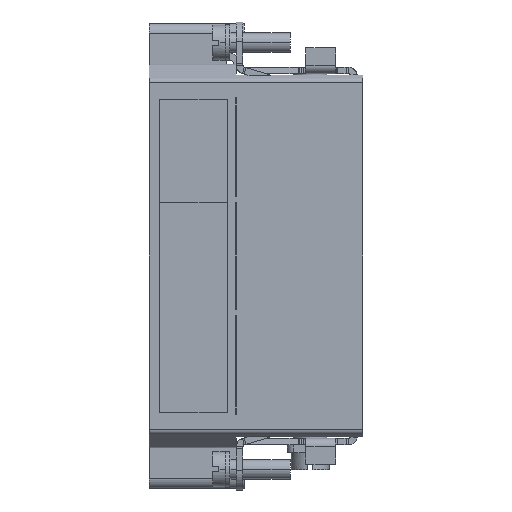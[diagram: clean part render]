
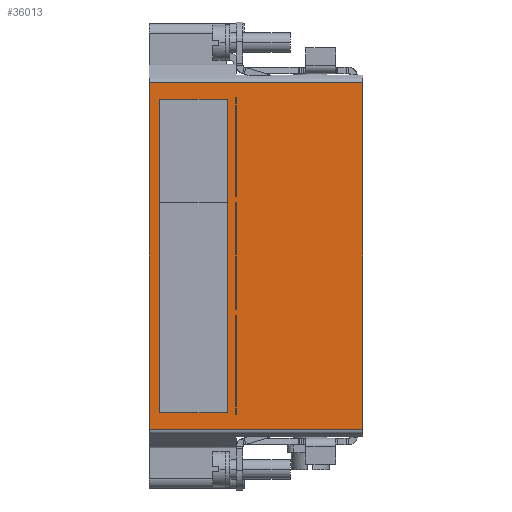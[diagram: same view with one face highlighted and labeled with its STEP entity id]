
A CAD part, front view. The second image highlights one B-rep face of the part: STEP entity #36013.
In plain terms, the highlighted planar face has unit normal (0, -1, 0).
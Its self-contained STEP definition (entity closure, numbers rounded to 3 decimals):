
#2995=DIRECTION('',(0.,0.,1.));
#2996=VECTOR('',#2995,53.665);
#2997=CARTESIAN_POINT('',(15.007,-11.3,-26.832));
#2998=LINE('',#2997,#2996);
#6409=DIRECTION('',(-1.,0.,0.));
#6410=VECTOR('',#6409,10.5);
#6411=CARTESIAN_POINT('',(-5.95,-11.3,-24.25));
#6412=LINE('',#6411,#6410);
#6413=DIRECTION('',(-1.,0.,0.));
#6414=VECTOR('',#6413,10.5);
#6415=CARTESIAN_POINT('',(-5.95,-11.3,24.25));
#6416=LINE('',#6415,#6414);
#6417=DIRECTION('',(-1.,0.,0.));
#6418=VECTOR('',#6417,0.1);
#6419=CARTESIAN_POINT('',(-4.55,-11.3,9.18));
#6420=LINE('',#6419,#6418);
#6421=DIRECTION('',(-1.,0.,0.));
#6422=VECTOR('',#6421,0.1);
#6423=CARTESIAN_POINT('',(-4.55,-11.3,24.45));
#6424=LINE('',#6423,#6422);
#6425=DIRECTION('',(-1.,0.,0.));
#6426=VECTOR('',#6425,0.1);
#6427=CARTESIAN_POINT('',(-4.55,-11.3,-24.45));
#6428=LINE('',#6427,#6426);
#6429=DIRECTION('',(1.,0.,0.));
#6430=VECTOR('',#6429,0.1);
#6431=CARTESIAN_POINT('',(-4.65,-11.3,-9.18));
#6432=LINE('',#6431,#6430);
#6433=DIRECTION('',(-1.,0.,0.));
#6434=VECTOR('',#6433,0.1);
#6435=CARTESIAN_POINT('',(-4.55,-11.3,-8.22));
#6436=LINE('',#6435,#6434);
#6437=DIRECTION('',(1.,0.,0.));
#6438=VECTOR('',#6437,0.1);
#6439=CARTESIAN_POINT('',(-4.65,-11.3,8.22));
#6440=LINE('',#6439,#6438);
#6441=DIRECTION('',(0.,0.,1.));
#6442=VECTOR('',#6441,53.665);
#6443=CARTESIAN_POINT('',(-18.05,-11.3,-26.832));
#6444=LINE('',#6443,#6442);
#6445=DIRECTION('',(0.,0.,1.));
#6446=VECTOR('',#6445,16.);
#6447=CARTESIAN_POINT('',(-16.45,-11.3,8.25));
#6448=LINE('',#6447,#6446);
#6469=DIRECTION('',(0.,0.,1.));
#6470=VECTOR('',#6469,32.5);
#6471=CARTESIAN_POINT('',(-16.45,-11.3,-24.25));
#6472=LINE('',#6471,#6470);
#6493=DIRECTION('',(0.,0.,-1.));
#6494=VECTOR('',#6493,16.);
#6495=CARTESIAN_POINT('',(-5.95,-11.3,24.25));
#6496=LINE('',#6495,#6494);
#6501=DIRECTION('',(0.,0.,-1.));
#6502=VECTOR('',#6501,32.5);
#6503=CARTESIAN_POINT('',(-5.95,-11.3,8.25));
#6504=LINE('',#6503,#6502);
#6521=DIRECTION('',(0.,0.,1.));
#6522=VECTOR('',#6521,15.27);
#6523=CARTESIAN_POINT('',(-4.55,-11.3,9.18));
#6524=LINE('',#6523,#6522);
#6525=DIRECTION('',(0.,0.,1.));
#6526=VECTOR('',#6525,16.44);
#6527=CARTESIAN_POINT('',(-4.55,-11.3,-8.22));
#6528=LINE('',#6527,#6526);
#6529=DIRECTION('',(0.,0.,1.));
#6530=VECTOR('',#6529,15.27);
#6531=CARTESIAN_POINT('',(-4.55,-11.3,-24.45));
#6532=LINE('',#6531,#6530);
#6837=DIRECTION('',(-1.,0.,0.));
#6838=VECTOR('',#6837,33.057);
#6839=CARTESIAN_POINT('',(15.007,-11.3,26.832));
#6840=LINE('',#6839,#6838);
#8347=DIRECTION('',(1.,0.,0.));
#8348=VECTOR('',#8347,33.057);
#8349=CARTESIAN_POINT('',(-18.05,-11.3,-26.832));
#8350=LINE('',#8349,#8348);
#13723=DIRECTION('',(0.,0.,1.));
#13724=VECTOR('',#13723,16.44);
#13725=CARTESIAN_POINT('',(-4.65,-11.3,-8.22));
#13726=LINE('',#13725,#13724);
#13731=DIRECTION('',(0.,0.,1.));
#13732=VECTOR('',#13731,15.27);
#13733=CARTESIAN_POINT('',(-4.65,-11.3,9.18));
#13734=LINE('',#13733,#13732);
#13755=DIRECTION('',(0.,0.,1.));
#13756=VECTOR('',#13755,15.27);
#13757=CARTESIAN_POINT('',(-4.65,-11.3,-24.45));
#13758=LINE('',#13757,#13756);
#24035=CARTESIAN_POINT('',(-18.05,-11.3,26.832));
#24037=VERTEX_POINT('',#24035);
#24053=CARTESIAN_POINT('',(-4.65,-11.3,24.45));
#24055=VERTEX_POINT('',#24053);
#24061=CARTESIAN_POINT('',(-5.95,-11.3,24.25));
#24062=CARTESIAN_POINT('',(-16.45,-11.3,24.25));
#24063=VERTEX_POINT('',#24061);
#24064=VERTEX_POINT('',#24062);
#24133=CARTESIAN_POINT('',(-18.05,-11.3,-26.832));
#24135=VERTEX_POINT('',#24133);
#24151=CARTESIAN_POINT('',(-4.65,-11.3,-24.45));
#24153=VERTEX_POINT('',#24151);
#24159=CARTESIAN_POINT('',(-5.95,-11.3,-24.25));
#24160=CARTESIAN_POINT('',(-16.45,-11.3,-24.25));
#24161=VERTEX_POINT('',#24159);
#24162=VERTEX_POINT('',#24160);
#24175=CARTESIAN_POINT('',(-16.45,-11.3,8.25));
#24176=VERTEX_POINT('',#24175);
#24181=CARTESIAN_POINT('',(-5.95,-11.3,8.25));
#24182=VERTEX_POINT('',#24181);
#24248=CARTESIAN_POINT('',(-4.65,-11.3,8.22));
#24250=VERTEX_POINT('',#24248);
#24252=CARTESIAN_POINT('',(-4.65,-11.3,9.18));
#24254=VERTEX_POINT('',#24252);
#24256=CARTESIAN_POINT('',(-4.65,-11.3,-9.18));
#24258=VERTEX_POINT('',#24256);
#24260=CARTESIAN_POINT('',(-4.65,-11.3,-8.22));
#24262=VERTEX_POINT('',#24260);
#24695=CARTESIAN_POINT('',(15.007,-11.3,-26.832));
#24696=CARTESIAN_POINT('',(15.007,-11.3,26.832));
#24697=VERTEX_POINT('',#24695);
#24698=VERTEX_POINT('',#24696);
#24735=CARTESIAN_POINT('',(-4.55,-11.3,24.45));
#24736=VERTEX_POINT('',#24735);
#24743=CARTESIAN_POINT('',(-4.55,-11.3,-24.45));
#24744=VERTEX_POINT('',#24743);
#24811=CARTESIAN_POINT('',(-4.55,-11.3,8.22));
#24812=VERTEX_POINT('',#24811);
#24813=CARTESIAN_POINT('',(-4.55,-11.3,9.18));
#24814=VERTEX_POINT('',#24813);
#24815=CARTESIAN_POINT('',(-4.55,-11.3,-9.18));
#24816=VERTEX_POINT('',#24815);
#24817=CARTESIAN_POINT('',(-4.55,-11.3,-8.22));
#24818=VERTEX_POINT('',#24817);
#35955=CARTESIAN_POINT('',(-18.05,-11.3,-10.796));
#35956=DIRECTION('',(0.,1.,0.));
#35957=DIRECTION('',(0.,0.,1.));
#35958=AXIS2_PLACEMENT_3D('',#35955,#35956,#35957);
#35959=PLANE('',#35958);
#35961=ORIENTED_EDGE('',*,*,#35960,.F.);
#35963=ORIENTED_EDGE('',*,*,#35962,.T.);
#35965=ORIENTED_EDGE('',*,*,#35964,.F.);
#35966=ORIENTED_EDGE('',*,*,#33128,.F.);
#35967=EDGE_LOOP('',(#35961,#35963,#35965,#35966));
#35968=FACE_OUTER_BOUND('',#35967,.F.);
#35970=ORIENTED_EDGE('',*,*,#35969,.F.);
#35972=ORIENTED_EDGE('',*,*,#35971,.T.);
#35974=ORIENTED_EDGE('',*,*,#35973,.T.);
#35976=ORIENTED_EDGE('',*,*,#35975,.F.);
#35977=EDGE_LOOP('',(#35970,#35972,#35974,#35976));
#35978=FACE_BOUND('',#35977,.F.);
#35980=ORIENTED_EDGE('',*,*,#35979,.F.);
#35982=ORIENTED_EDGE('',*,*,#35981,.T.);
#35984=ORIENTED_EDGE('',*,*,#35983,.F.);
#35986=ORIENTED_EDGE('',*,*,#35985,.F.);
#35987=EDGE_LOOP('',(#35980,#35982,#35984,#35986));
#35988=FACE_BOUND('',#35987,.F.);
#35990=ORIENTED_EDGE('',*,*,#35989,.F.);
#35992=ORIENTED_EDGE('',*,*,#35991,.T.);
#35994=ORIENTED_EDGE('',*,*,#35993,.F.);
#35996=ORIENTED_EDGE('',*,*,#35995,.F.);
#35997=EDGE_LOOP('',(#35990,#35992,#35994,#35996));
#35998=FACE_BOUND('',#35997,.F.);
#36000=ORIENTED_EDGE('',*,*,#35999,.F.);
#36002=ORIENTED_EDGE('',*,*,#36001,.F.);
#36004=ORIENTED_EDGE('',*,*,#36003,.F.);
#36006=ORIENTED_EDGE('',*,*,#36005,.F.);
#36008=ORIENTED_EDGE('',*,*,#36007,.F.);
#36010=ORIENTED_EDGE('',*,*,#36009,.T.);
#36011=EDGE_LOOP('',(#36000,#36002,#36004,#36006,#36008,#36010));
#36012=FACE_BOUND('',#36011,.F.);
#36013=ADVANCED_FACE('',(#35968,#35978,#35988,#35998,#36012),#35959,.F.);
#33128=EDGE_CURVE('',#24697,#24698,#2998,.T.);
#35960=EDGE_CURVE('',#24135,#24697,#8350,.T.);
#35962=EDGE_CURVE('',#24135,#24037,#6444,.T.);
#35964=EDGE_CURVE('',#24698,#24037,#6840,.T.);
#35969=EDGE_CURVE('',#24814,#24254,#6420,.T.);
#35971=EDGE_CURVE('',#24814,#24736,#6524,.T.);
#35973=EDGE_CURVE('',#24736,#24055,#6424,.T.);
#35975=EDGE_CURVE('',#24254,#24055,#13734,.T.);
#35979=EDGE_CURVE('',#24744,#24153,#6428,.T.);
#35981=EDGE_CURVE('',#24744,#24816,#6532,.T.);
#35983=EDGE_CURVE('',#24258,#24816,#6432,.T.);
#35985=EDGE_CURVE('',#24153,#24258,#13758,.T.);
#35989=EDGE_CURVE('',#24818,#24262,#6436,.T.);
#35991=EDGE_CURVE('',#24818,#24812,#6528,.T.);
#35993=EDGE_CURVE('',#24250,#24812,#6440,.T.);
#35995=EDGE_CURVE('',#24262,#24250,#13726,.T.);
#35999=EDGE_CURVE('',#24176,#24064,#6448,.T.);
#36001=EDGE_CURVE('',#24162,#24176,#6472,.T.);
#36003=EDGE_CURVE('',#24161,#24162,#6412,.T.);
#36005=EDGE_CURVE('',#24182,#24161,#6504,.T.);
#36007=EDGE_CURVE('',#24063,#24182,#6496,.T.);
#36009=EDGE_CURVE('',#24063,#24064,#6416,.T.);
